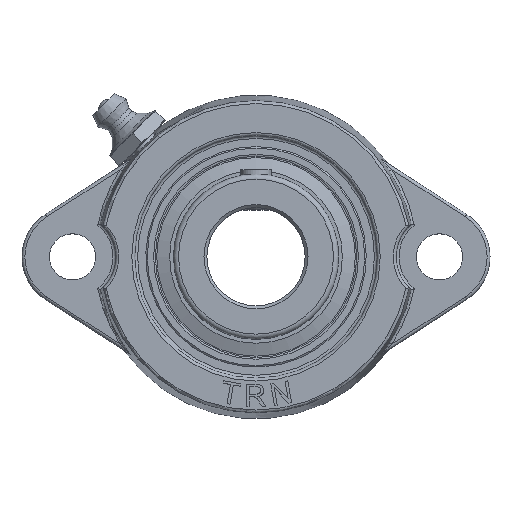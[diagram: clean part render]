
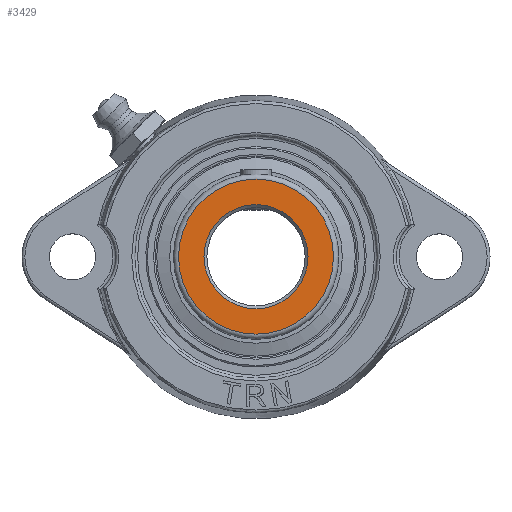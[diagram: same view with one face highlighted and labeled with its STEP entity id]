
A CAD part, top view. The second image highlights one B-rep face of the part: STEP entity #3429.
In plain terms, the highlighted face is planar.
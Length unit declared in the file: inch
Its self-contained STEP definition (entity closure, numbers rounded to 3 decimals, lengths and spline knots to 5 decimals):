
#480=CIRCLE('',#3743,0.9008);
#481=CIRCLE('',#3745,1.34112);
#908=VERTEX_POINT('',#7569);
#909=VERTEX_POINT('',#7572);
#1721=EDGE_CURVE('',#908,#908,#480,.T.);
#1722=EDGE_CURVE('',#909,#909,#481,.T.);
#2600=ORIENTED_EDGE('',*,*,#1722,.F.);
#2601=ORIENTED_EDGE('',*,*,#1721,.F.);
#2892=EDGE_LOOP('',(#2600));
#2893=EDGE_LOOP('',(#2601));
#3181=FACE_BOUND('',#2892,.T.);
#3182=FACE_BOUND('',#2893,.T.);
#3429=ADVANCED_FACE('',(#3181,#3182),#7843,.T.);
#3743=AXIS2_PLACEMENT_3D('',#7568,#4475,#4476);
#3744=AXIS2_PLACEMENT_3D('',#7570,#4477,$);
#3745=AXIS2_PLACEMENT_3D('',#7571,#4478,#4479);
#4475=DIRECTION('',(-1.,0.,0.));
#4476=DIRECTION('',(0.,-0.901,0.));
#4477=DIRECTION('',(-1.,0.,0.));
#4478=DIRECTION('',(1.,0.,0.));
#4479=DIRECTION('',(0.,-1.341,0.));
#7568=CARTESIAN_POINT('',(-0.67437,0.,0.));
#7569=CARTESIAN_POINT('',(-0.67437,0.9008,0.));
#7570=CARTESIAN_POINT('',(-0.67437,1.14001,0.));
#7571=CARTESIAN_POINT('',(-0.67437,0.,0.));
#7572=CARTESIAN_POINT('',(-0.67437,1.34112,0.));
#7843=PLANE('',#3744);
